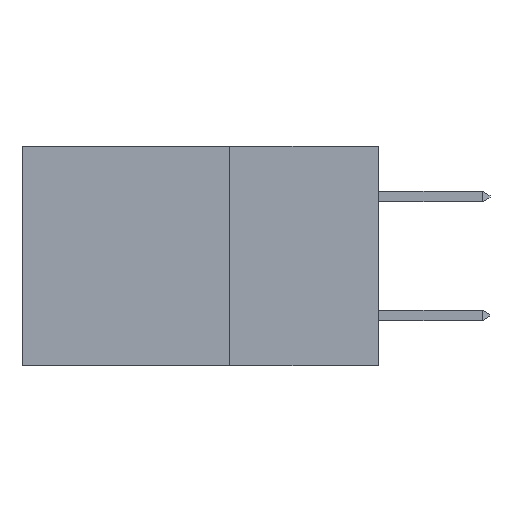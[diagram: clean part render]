
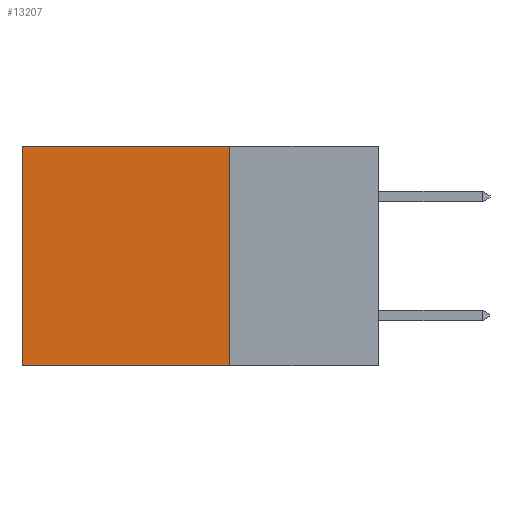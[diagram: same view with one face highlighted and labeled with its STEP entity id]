
A CAD part, left-side view. The second image highlights one B-rep face of the part: STEP entity #13207.
In plain terms, the highlighted planar face has unit normal (-1, 0, 0).
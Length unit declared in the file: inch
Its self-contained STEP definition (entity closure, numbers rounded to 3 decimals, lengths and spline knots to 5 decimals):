
#63 = DIRECTION ( 'NONE',  ( 0., 0., -1. ) ) ;
#248 = FACE_OUTER_BOUND ( 'NONE', #7702, .T. ) ;
#558 = ORIENTED_EDGE ( 'NONE', *, *, #10821, .T. ) ;
#1462 = VERTEX_POINT ( 'NONE', #1919 ) ;
#1857 = VECTOR ( 'NONE', #3584, 39.37008 ) ;
#1919 = CARTESIAN_POINT ( 'NONE',  ( 0.298, 0.25, -0.37 ) ) ;
#1984 = AXIS2_PLACEMENT_3D ( 'NONE', #11901, #6644, #63 ) ;
#2304 = VERTEX_POINT ( 'NONE', #13578 ) ;
#2463 = LINE ( 'NONE', #12001, #7939 ) ;
#3147 = DIRECTION ( 'NONE',  ( 0., 1., 0. ) ) ;
#3206 = EDGE_CURVE ( 'NONE', #8795, #4935, #2463, .T. ) ;
#3584 = DIRECTION ( 'NONE',  ( 0., 1., 0. ) ) ;
#4935 = VERTEX_POINT ( 'NONE', #10692 ) ;
#5162 = VECTOR ( 'NONE', #6364, 39.37008 ) ;
#5494 = PLANE ( 'NONE',  #1984 ) ;
#6135 = VECTOR ( 'NONE', #3147, 39.37008 ) ;
#6169 = ORIENTED_EDGE ( 'NONE', *, *, #3206, .T. ) ;
#6364 = DIRECTION ( 'NONE',  ( 0., 0., -1. ) ) ;
#6644 = DIRECTION ( 'NONE',  ( 1., 0., 0. ) ) ;
#7080 = EDGE_CURVE ( 'NONE', #1462, #4935, #12898, .T. ) ;
#7417 = CARTESIAN_POINT ( 'NONE',  ( 0.298, 0.25, 0. ) ) ;
#7702 = EDGE_LOOP ( 'NONE', ( #6169, #8693, #9034, #558 ) ) ;
#7939 = VECTOR ( 'NONE', #13040, 39.37008 ) ;
#8693 = ORIENTED_EDGE ( 'NONE', *, *, #7080, .F. ) ;
#8795 = VERTEX_POINT ( 'NONE', #12881 ) ;
#9005 = LINE ( 'NONE', #10695, #6135 ) ;
#9019 = CARTESIAN_POINT ( 'NONE',  ( 0.298, 0.25, -0.37 ) ) ;
#9034 = ORIENTED_EDGE ( 'NONE', *, *, #13044, .F. ) ;
#10692 = CARTESIAN_POINT ( 'NONE',  ( 0.298, 0.6, -0.37 ) ) ;
#10695 = CARTESIAN_POINT ( 'NONE',  ( 0.298, 0.25, 0. ) ) ;
#10821 = EDGE_CURVE ( 'NONE', #2304, #8795, #9005, .T. ) ;
#10957 = LINE ( 'NONE', #7417, #5162 ) ;
#11901 = CARTESIAN_POINT ( 'NONE',  ( 0.298, 0.25, 0. ) ) ;
#12001 = CARTESIAN_POINT ( 'NONE',  ( 0.298, 0.6, 0. ) ) ;
#12881 = CARTESIAN_POINT ( 'NONE',  ( 0.298, 0.6, 0. ) ) ;
#12898 = LINE ( 'NONE', #9019, #1857 ) ;
#13040 = DIRECTION ( 'NONE',  ( 0., 0., -1. ) ) ;
#13044 = EDGE_CURVE ( 'NONE', #2304, #1462, #10957, .T. ) ;
#13207 = ADVANCED_FACE ( 'NONE', ( #248 ), #5494, .F. ) ;
#13578 = CARTESIAN_POINT ( 'NONE',  ( 0.298, 0.25, 0. ) ) ;
